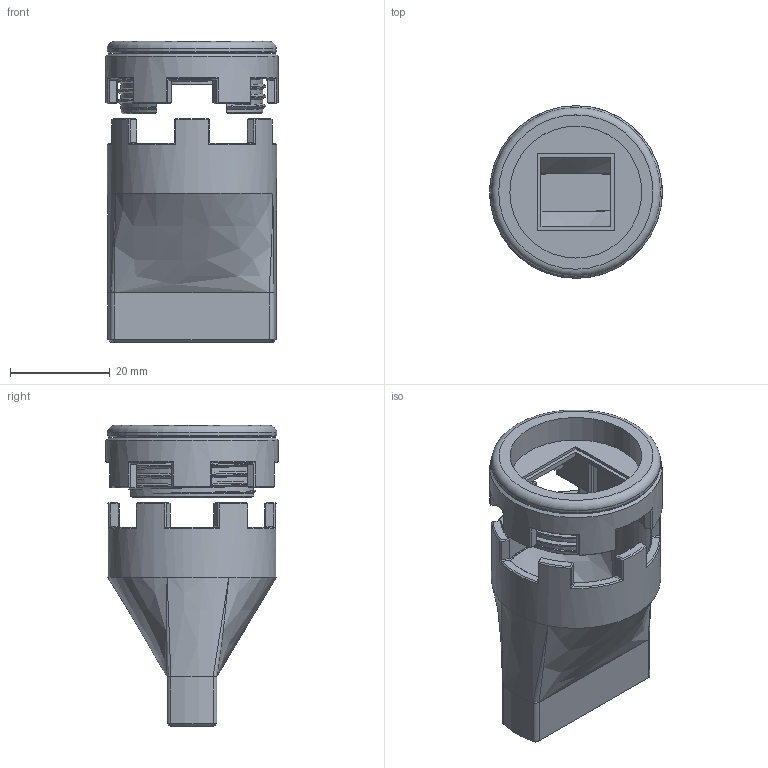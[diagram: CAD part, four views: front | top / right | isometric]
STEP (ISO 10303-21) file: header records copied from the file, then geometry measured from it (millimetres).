
FILE_DESCRIPTION(/* description */ (''),/* implementation_level */ '2;1');
FILE_NAME(/* name */ 'OSBLP v2 SiTong 30.step',/* time_stamp */ '2025-05-24T15:16:47-04:00',/* author */ (''),/* organization */ (''),/* preprocessor_version */ 'ST-DEVELOPER v20.1',/* originating_system */ 'Autodesk Translation Framework v14.10.0.0',/* authorisation */ '');
FILE_SCHEMA (('AUTOMOTIVE_DESIGN { 1 0 10303 214 3 1 1 }'));
Length unit declared in the file: millimetre
Products named in the file (1): cherry mx v28
Bounding box: 34.68 x 34.68 x 60.5 mm (x, y, z)
Volume: 13175.9 mm3; surface area: 14812.3 mm2
Topology: 4 solids, 4 shells, 619 faces, 1557 edges, 956 vertices
Faces by surface type: plane 321, bspline 170, cone 71, cylinder 56, torus 1
Full cylindrical faces by diameter (mm): 1.8 x2, 26.5 x1, 28.5 x2, 29.07 x1, 29.822 x2, 30 x3, 30.418 x2, 30.5 x1, 31 x2, 34 x2, 34.68 x1
Entity records: 22544 total; most frequent: CARTESIAN_POINT 9364, ORIENTED_EDGE 3106, DIRECTION 2126, EDGE_CURVE 1553, VERTEX_POINT 956, LINE 784, VECTOR 784, AXIS2_PLACEMENT_3D 671
